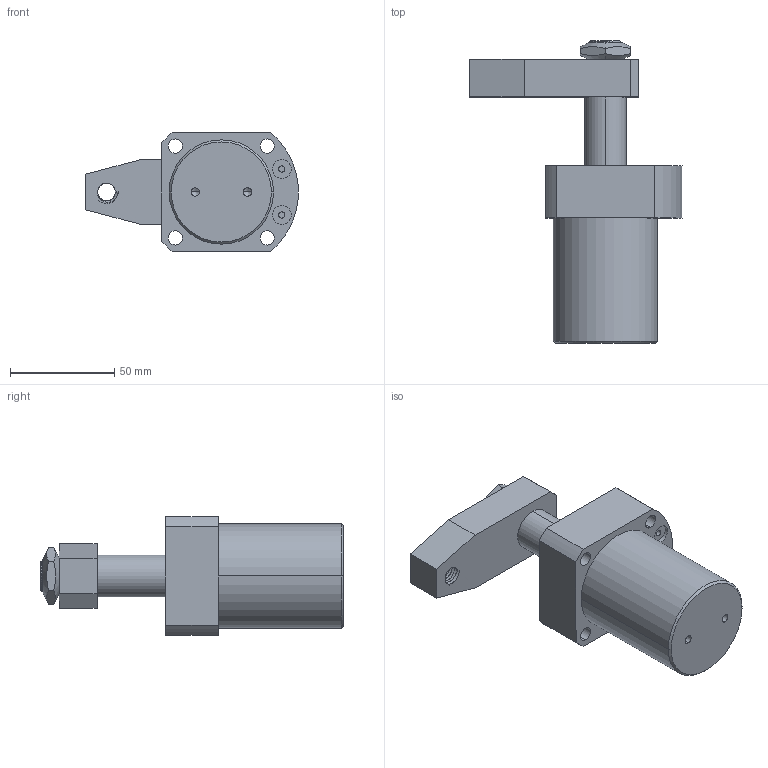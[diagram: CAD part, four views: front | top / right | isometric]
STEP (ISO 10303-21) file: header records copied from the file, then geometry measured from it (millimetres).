
FILE_DESCRIPTION (( 'STEP AP214' ), '1' );
FILE_NAME ('chs-fam32s_asm.STEP', '2020-02-12T06:15:11', ( '' ), ( '' ), 'SwSTEP 2.0', 'SolidWorks 2016', '' );
FILE_SCHEMA (( 'AUTOMOTIVE_DESIGN' ));
Length unit declared in the file: millimetre
Products named in the file (5): CHS-FAM32BT; M16_3; CHS-32S-01_3; CHS-32S-02_2_1; chs-fam32s_asm
Assembly tree (4 placements, depth 2):
  chs-fam32s_asm
    CHS-32S-02_2_1
    CHS-32S-01_3
    M16_3
    CHS-FAM32BT
Bounding box: 101.88 x 145 x 57 mm (x, y, z)
Volume: 267179.4 mm3; surface area: 47366.1 mm2
Topology: 5 solids, 5 shells, 183 faces, 543 edges, 378 vertices
Faces by surface type: cylinder 99, plane 46, cone 20, bspline 18
Entity records: 19493 total; most frequent: CARTESIAN_POINT 14852, ORIENTED_EDGE 1074, DIRECTION 702, EDGE_CURVE 537, VERTEX_POINT 378, B_SPLINE_CURVE_WITH_KNOTS 273, AXIS2_PLACEMENT_3D 272, EDGE_LOOP 211
